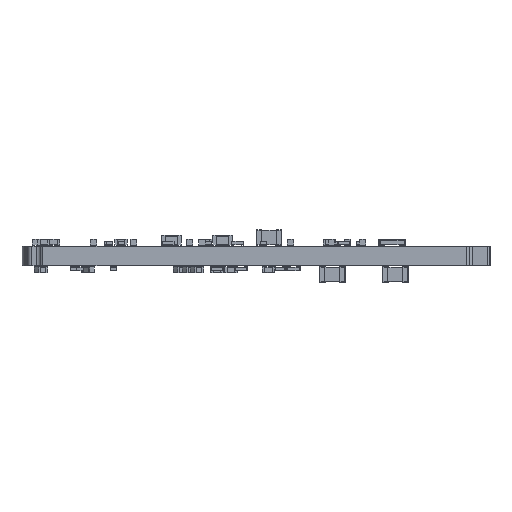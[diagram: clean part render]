
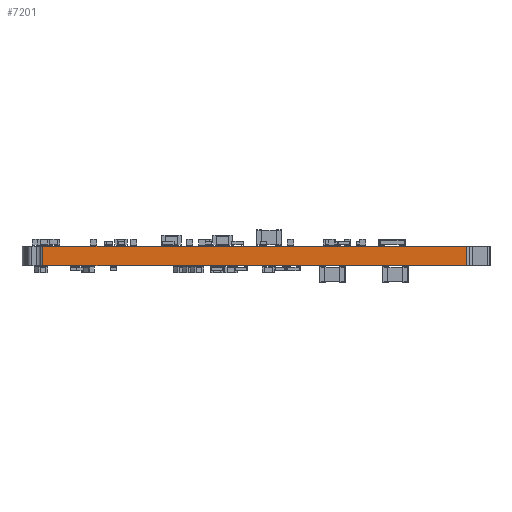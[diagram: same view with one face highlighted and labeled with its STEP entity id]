
A CAD part, front view. The second image highlights one B-rep face of the part: STEP entity #7201.
In plain terms, the highlighted planar face has unit normal (0, -1, 0).
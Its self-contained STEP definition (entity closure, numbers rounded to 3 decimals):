
#5408 = VERTEX_POINT('',#5409);
#5409 = CARTESIAN_POINT('',(240.646,-121.642,0.));
#5416 = EDGE_CURVE('',#5408,#5417,#5419,.T.);
#5417 = VERTEX_POINT('',#5418);
#5418 = CARTESIAN_POINT('',(206.628,-121.642,0.));
#5419 = LINE('',#5420,#5421);
#5420 = CARTESIAN_POINT('',(240.646,-121.642,0.));
#5421 = VECTOR('',#5422,1.);
#5422 = DIRECTION('',(-1.,0.,0.));
#6112 = VERTEX_POINT('',#6113);
#6113 = CARTESIAN_POINT('',(240.646,-121.642,1.6));
#6120 = EDGE_CURVE('',#6112,#6121,#6123,.T.);
#6121 = VERTEX_POINT('',#6122);
#6122 = CARTESIAN_POINT('',(206.628,-121.642,1.6));
#6123 = LINE('',#6124,#6125);
#6124 = CARTESIAN_POINT('',(240.646,-121.642,1.6));
#6125 = VECTOR('',#6126,1.);
#6126 = DIRECTION('',(-1.,0.,0.));
#7171 = EDGE_CURVE('',#5417,#6121,#7172,.T.);
#7172 = LINE('',#7173,#7174);
#7173 = CARTESIAN_POINT('',(206.628,-121.642,0.));
#7174 = VECTOR('',#7175,1.);
#7175 = DIRECTION('',(0.,0.,1.));
#7201 = ADVANCED_FACE('',(#7202),#7213,.T.);
#7202 = FACE_BOUND('',#7203,.T.);
#7203 = EDGE_LOOP('',(#7204,#7210,#7211,#7212));
#7204 = ORIENTED_EDGE('',*,*,#7205,.T.);
#7205 = EDGE_CURVE('',#5408,#6112,#7206,.T.);
#7206 = LINE('',#7207,#7208);
#7207 = CARTESIAN_POINT('',(240.646,-121.642,0.));
#7208 = VECTOR('',#7209,1.);
#7209 = DIRECTION('',(0.,0.,1.));
#7210 = ORIENTED_EDGE('',*,*,#6120,.T.);
#7211 = ORIENTED_EDGE('',*,*,#7171,.F.);
#7212 = ORIENTED_EDGE('',*,*,#5416,.F.);
#7213 = PLANE('',#7214);
#7214 = AXIS2_PLACEMENT_3D('',#7215,#7216,#7217);
#7215 = CARTESIAN_POINT('',(240.646,-121.642,0.));
#7216 = DIRECTION('',(0.,-1.,0.));
#7217 = DIRECTION('',(-1.,0.,0.));
